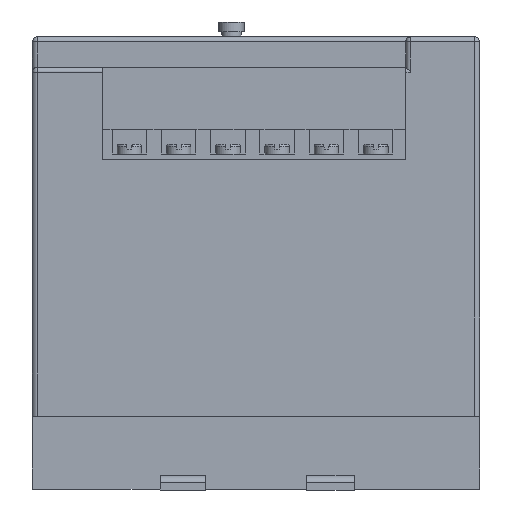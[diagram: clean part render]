
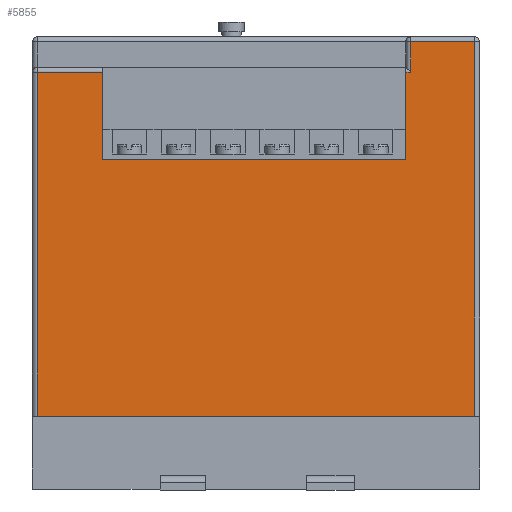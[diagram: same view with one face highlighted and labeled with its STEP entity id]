
A CAD part, front view. The second image highlights one B-rep face of the part: STEP entity #5855.
In plain terms, the highlighted planar face has unit normal (0, -1, 0).
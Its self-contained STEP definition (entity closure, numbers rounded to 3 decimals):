
#128 = ORIENTED_EDGE ( 'NONE', *, *, #10151, .F. ) ;
#149 = DIRECTION ( 'NONE',  ( -1., 0., 0. ) ) ;
#422 = EDGE_CURVE ( 'NONE', #4087, #11002, #4773, .T. ) ;
#460 = CARTESIAN_POINT ( 'NONE',  ( 90.8, -58.4, -38.5 ) ) ;
#525 = CARTESIAN_POINT ( 'NONE',  ( 89.8, -58.4, 37.5 ) ) ;
#602 = DIRECTION ( 'NONE',  ( 0., 0., 1. ) ) ;
#662 = ORIENTED_EDGE ( 'NONE', *, *, #8218, .T. ) ;
#780 = EDGE_CURVE ( 'NONE', #5142, #5062, #5717, .T. ) ;
#802 = ORIENTED_EDGE ( 'NONE', *, *, #4207, .F. ) ;
#805 = CARTESIAN_POINT ( 'NONE',  ( 75.8, -58.4, 31.3 ) ) ;
#889 = CARTESIAN_POINT ( 'NONE',  ( 1., -58.4, -38.5 ) ) ;
#1043 = CARTESIAN_POINT ( 'NONE',  ( 75.8, -58.4, 13.6 ) ) ;
#1370 = CARTESIAN_POINT ( 'NONE',  ( 89.8, -58.4, 38.5 ) ) ;
#1413 = DIRECTION ( 'NONE',  ( 1., 0., 0. ) ) ;
#1733 = PLANE ( 'NONE',  #5920 ) ;
#2037 = DIRECTION ( 'NONE',  ( 0., 0., -1. ) ) ;
#2081 = VECTOR ( 'NONE', #602, 1000. ) ;
#2221 = ORIENTED_EDGE ( 'NONE', *, *, #5050, .F. ) ;
#2580 = FACE_OUTER_BOUND ( 'NONE', #9452, .T. ) ;
#2667 = LINE ( 'NONE', #7128, #10554 ) ;
#2811 = CARTESIAN_POINT ( 'NONE',  ( 76.8, -58.4, 31.3 ) ) ;
#2892 = EDGE_CURVE ( 'NONE', #3404, #4809, #4032, .T. ) ;
#2939 = CARTESIAN_POINT ( 'NONE',  ( 1., -58.4, 31.3 ) ) ;
#3031 = DIRECTION ( 'NONE',  ( -1., 0., 0. ) ) ;
#3223 = VECTOR ( 'NONE', #4242, 1000. ) ;
#3334 = ORIENTED_EDGE ( 'NONE', *, *, #2892, .F. ) ;
#3386 = VERTEX_POINT ( 'NONE', #1043 ) ;
#3404 = VERTEX_POINT ( 'NONE', #6128 ) ;
#3427 = CARTESIAN_POINT ( 'NONE',  ( 90.8, -58.4, 38.5 ) ) ;
#3552 = ORIENTED_EDGE ( 'NONE', *, *, #9778, .T. ) ;
#3748 = EDGE_CURVE ( 'NONE', #10684, #5871, #8824, .T. ) ;
#3790 = DIRECTION ( 'NONE',  ( -1., 0., 0. ) ) ;
#3871 = CARTESIAN_POINT ( 'NONE',  ( 76.8, -58.4, 37.5 ) ) ;
#3884 = CARTESIAN_POINT ( 'NONE',  ( 90.8, -58.4, 31.3 ) ) ;
#3969 = EDGE_CURVE ( 'NONE', #3404, #10684, #2667, .T. ) ;
#4032 = LINE ( 'NONE', #6317, #8835 ) ;
#4087 = VERTEX_POINT ( 'NONE', #2811 ) ;
#4207 = EDGE_CURVE ( 'NONE', #5142, #5871, #4278, .T. ) ;
#4242 = DIRECTION ( 'NONE',  ( 0., 0., -1. ) ) ;
#4249 = LINE ( 'NONE', #6178, #5860 ) ;
#4271 = VECTOR ( 'NONE', #149, 1000. ) ;
#4278 = LINE ( 'NONE', #460, #6553 ) ;
#4757 = VERTEX_POINT ( 'NONE', #3871 ) ;
#4773 = LINE ( 'NONE', #3884, #8095 ) ;
#4809 = VERTEX_POINT ( 'NONE', #8186 ) ;
#5050 = EDGE_CURVE ( 'NONE', #4809, #3386, #9152, .T. ) ;
#5062 = VERTEX_POINT ( 'NONE', #525 ) ;
#5142 = VERTEX_POINT ( 'NONE', #8398 ) ;
#5220 = CARTESIAN_POINT ( 'NONE',  ( 1., -58.4, -38.5 ) ) ;
#5717 = LINE ( 'NONE', #1370, #2081 ) ;
#5855 = ADVANCED_FACE ( 'NONE', ( #2580 ), #1733, .F. ) ;
#5860 = VECTOR ( 'NONE', #7041, 1000. ) ;
#5871 = VERTEX_POINT ( 'NONE', #5220 ) ;
#5920 = AXIS2_PLACEMENT_3D ( 'NONE', #3427, #9423, #8573 ) ;
#6128 = CARTESIAN_POINT ( 'NONE',  ( 14.2, -58.4, 31.3 ) ) ;
#6178 = CARTESIAN_POINT ( 'NONE',  ( 75.8, -58.4, 19.8 ) ) ;
#6317 = CARTESIAN_POINT ( 'NONE',  ( 14.2, -58.4, 19.8 ) ) ;
#6553 = VECTOR ( 'NONE', #3031, 1000. ) ;
#6903 = VECTOR ( 'NONE', #1413, 1000. ) ;
#7041 = DIRECTION ( 'NONE',  ( 0., 0., 1. ) ) ;
#7128 = CARTESIAN_POINT ( 'NONE',  ( 90.8, -58.4, 31.3 ) ) ;
#7337 = CARTESIAN_POINT ( 'NONE',  ( 76.8, -58.4, 38.5 ) ) ;
#7341 = ORIENTED_EDGE ( 'NONE', *, *, #3969, .T. ) ;
#7441 = VECTOR ( 'NONE', #7458, 1000. ) ;
#7458 = DIRECTION ( 'NONE',  ( 0., 0., -1. ) ) ;
#7589 = LINE ( 'NONE', #7337, #7441 ) ;
#8011 = ORIENTED_EDGE ( 'NONE', *, *, #3748, .T. ) ;
#8095 = VECTOR ( 'NONE', #10699, 1000. ) ;
#8186 = CARTESIAN_POINT ( 'NONE',  ( 14.2, -58.4, 13.6 ) ) ;
#8218 = EDGE_CURVE ( 'NONE', #4757, #4087, #7589, .T. ) ;
#8398 = CARTESIAN_POINT ( 'NONE',  ( 89.8, -58.4, -38.5 ) ) ;
#8573 = DIRECTION ( 'NONE',  ( 0., 0., 1. ) ) ;
#8824 = LINE ( 'NONE', #889, #3223 ) ;
#8835 = VECTOR ( 'NONE', #2037, 1000. ) ;
#8899 = ORIENTED_EDGE ( 'NONE', *, *, #780, .T. ) ;
#9152 = LINE ( 'NONE', #9853, #6903 ) ;
#9423 = DIRECTION ( 'NONE',  ( 0., 1., 0. ) ) ;
#9452 = EDGE_LOOP ( 'NONE', ( #3334, #7341, #8011, #802, #8899, #3552, #662, #10462, #128, #2221 ) ) ;
#9778 = EDGE_CURVE ( 'NONE', #5062, #4757, #10665, .T. ) ;
#9853 = CARTESIAN_POINT ( 'NONE',  ( 14.2, -58.4, 13.6 ) ) ;
#10151 = EDGE_CURVE ( 'NONE', #3386, #11002, #4249, .T. ) ;
#10267 = CARTESIAN_POINT ( 'NONE',  ( 90.8, -58.4, 37.5 ) ) ;
#10462 = ORIENTED_EDGE ( 'NONE', *, *, #422, .T. ) ;
#10554 = VECTOR ( 'NONE', #3790, 1000. ) ;
#10665 = LINE ( 'NONE', #10267, #4271 ) ;
#10684 = VERTEX_POINT ( 'NONE', #2939 ) ;
#10699 = DIRECTION ( 'NONE',  ( -1., 0., 0. ) ) ;
#11002 = VERTEX_POINT ( 'NONE', #805 ) ;
